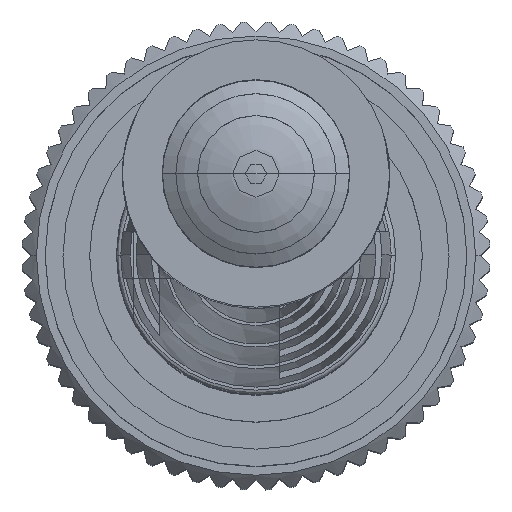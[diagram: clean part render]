
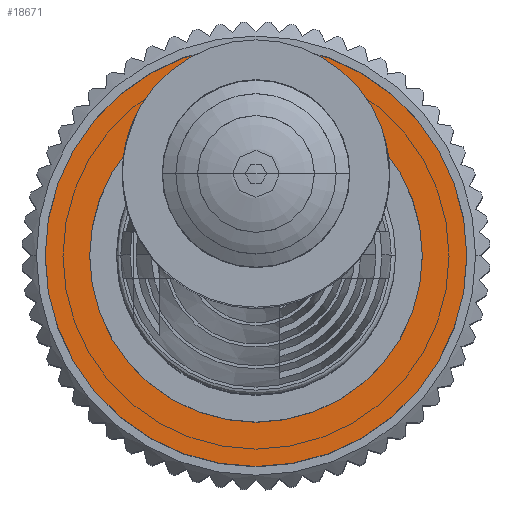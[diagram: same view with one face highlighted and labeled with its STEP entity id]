
A CAD part, top view. The second image highlights one B-rep face of the part: STEP entity #18671.
In plain terms, the highlighted planar face has unit normal (0, 0, 1).
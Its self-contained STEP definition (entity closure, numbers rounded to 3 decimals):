
#1556 = DIRECTION ( 'NONE',  ( -1., 0., 0. ) ) ;
#2564 = DIRECTION ( 'NONE',  ( -1., 0., 0. ) ) ;
#2882 = EDGE_CURVE ( 'NONE', #17635, #11609, #6117, .T. ) ;
#3211 = CIRCLE ( 'NONE', #7353, 2.54 ) ;
#3367 = DIRECTION ( 'NONE',  ( -1., 0., 0. ) ) ;
#3871 = EDGE_LOOP ( 'NONE', ( #14303, #7871 ) ) ;
#4931 = DIRECTION ( 'NONE',  ( 0., 0., -1. ) ) ;
#6036 = DIRECTION ( 'NONE',  ( 0., 0., -1. ) ) ;
#6117 = CIRCLE ( 'NONE', #18353, 2.54 ) ;
#6449 = EDGE_CURVE ( 'NONE', #17718, #12589, #13885, .T. ) ;
#6504 = CARTESIAN_POINT ( 'NONE',  ( 0., 0., -496.05 ) ) ;
#6997 = AXIS2_PLACEMENT_3D ( 'NONE', #6504, #11233, #1556 ) ;
#7353 = AXIS2_PLACEMENT_3D ( 'NONE', #12585, #6036, #15678 ) ;
#7668 = EDGE_LOOP ( 'NONE', ( #18066, #15409 ) ) ;
#7871 = ORIENTED_EDGE ( 'NONE', *, *, #2882, .T. ) ;
#8059 = EDGE_CURVE ( 'NONE', #11609, #17635, #3211, .T. ) ;
#8722 = CARTESIAN_POINT ( 'NONE',  ( 4.508, 0., -496.05 ) ) ;
#8944 = CARTESIAN_POINT ( 'NONE',  ( -2.54, 0., -496.05 ) ) ;
#8990 = DIRECTION ( 'NONE',  ( 0., 0., -1. ) ) ;
#10210 = AXIS2_PLACEMENT_3D ( 'NONE', #12233, #8990, #17083 ) ;
#10441 = EDGE_CURVE ( 'NONE', #12589, #17718, #11508, .T. ) ;
#11233 = DIRECTION ( 'NONE',  ( 0., 0., -1. ) ) ;
#11508 = CIRCLE ( 'NONE', #6997, 4.508 ) ;
#11609 = VERTEX_POINT ( 'NONE', #8944 ) ;
#12004 = CARTESIAN_POINT ( 'NONE',  ( -4.508, 0., -496.05 ) ) ;
#12062 = FACE_OUTER_BOUND ( 'NONE', #7668, .T. ) ;
#12233 = CARTESIAN_POINT ( 'NONE',  ( 0., 4.509, -496.05 ) ) ;
#12585 = CARTESIAN_POINT ( 'NONE',  ( 0., 0., -496.05 ) ) ;
#12589 = VERTEX_POINT ( 'NONE', #12004 ) ;
#12896 = CARTESIAN_POINT ( 'NONE',  ( 0., 0., -496.05 ) ) ;
#13885 = CIRCLE ( 'NONE', #16628, 4.508 ) ;
#14303 = ORIENTED_EDGE ( 'NONE', *, *, #8059, .T. ) ;
#14566 = FACE_BOUND ( 'NONE', #3871, .T. ) ;
#14999 = CARTESIAN_POINT ( 'NONE',  ( 2.54, 0., -496.05 ) ) ;
#15409 = ORIENTED_EDGE ( 'NONE', *, *, #6449, .F. ) ;
#15678 = DIRECTION ( 'NONE',  ( -1., 0., 0. ) ) ;
#16628 = AXIS2_PLACEMENT_3D ( 'NONE', #18634, #17021, #2564 ) ;
#17010 = PLANE ( 'NONE',  #10210 ) ;
#17021 = DIRECTION ( 'NONE',  ( 0., 0., -1. ) ) ;
#17083 = DIRECTION ( 'NONE',  ( -1., 0., 0. ) ) ;
#17635 = VERTEX_POINT ( 'NONE', #14999 ) ;
#17718 = VERTEX_POINT ( 'NONE', #8722 ) ;
#18066 = ORIENTED_EDGE ( 'NONE', *, *, #10441, .F. ) ;
#18353 = AXIS2_PLACEMENT_3D ( 'NONE', #12896, #4931, #3367 ) ;
#18634 = CARTESIAN_POINT ( 'NONE',  ( 0., 0., -496.05 ) ) ;
#18671 = ADVANCED_FACE ( 'NONE', ( #12062, #14566 ), #17010, .F. ) ;
